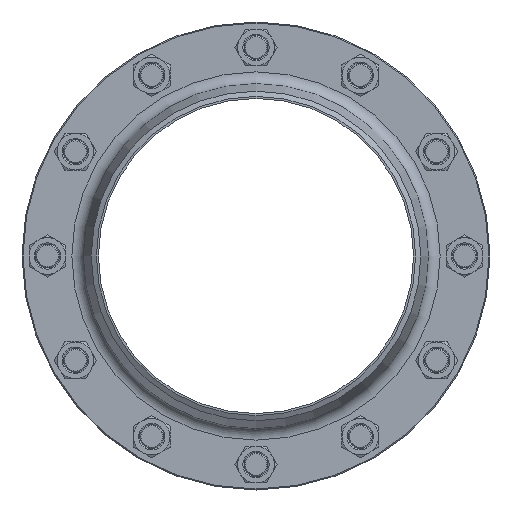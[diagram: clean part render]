
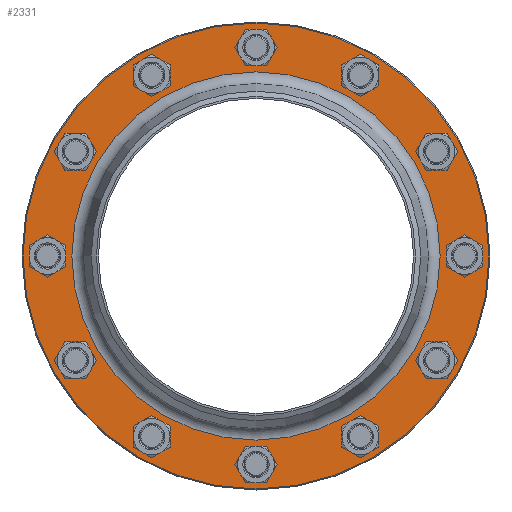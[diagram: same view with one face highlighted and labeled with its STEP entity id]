
A CAD part, left-side view. The second image highlights one B-rep face of the part: STEP entity #2331.
In plain terms, the highlighted planar face has unit normal (-1, 0, 0).
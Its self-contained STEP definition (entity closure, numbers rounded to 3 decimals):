
#2331=ADVANCED_FACE('',(#3315,#3316,#3317,#3318,#3319,#3320,#3321,#3322,
#3323,#3324,#3325,#3326,#3327,#3328),#2843,.F.);
#2843=PLANE('',#10323);
#3315=FACE_BOUND('',#4125,.T.);
#3316=FACE_BOUND('',#4126,.T.);
#3317=FACE_BOUND('',#4127,.T.);
#3318=FACE_BOUND('',#4128,.T.);
#3319=FACE_BOUND('',#4129,.T.);
#3320=FACE_BOUND('',#4130,.T.);
#3321=FACE_BOUND('',#4131,.T.);
#3322=FACE_BOUND('',#4132,.T.);
#3323=FACE_BOUND('',#4133,.T.);
#3324=FACE_BOUND('',#4134,.T.);
#3325=FACE_BOUND('',#4135,.T.);
#3326=FACE_BOUND('',#4136,.T.);
#3327=FACE_BOUND('',#4137,.T.);
#3328=FACE_BOUND('',#4138,.T.);
#4125=EDGE_LOOP('',(#5825));
#4126=EDGE_LOOP('',(#5826));
#4127=EDGE_LOOP('',(#5827));
#4128=EDGE_LOOP('',(#5828));
#4129=EDGE_LOOP('',(#5829));
#4130=EDGE_LOOP('',(#5830));
#4131=EDGE_LOOP('',(#5831));
#4132=EDGE_LOOP('',(#5832));
#4133=EDGE_LOOP('',(#5833));
#4134=EDGE_LOOP('',(#5834));
#4135=EDGE_LOOP('',(#5835));
#4136=EDGE_LOOP('',(#5836));
#4137=EDGE_LOOP('',(#5837));
#4138=EDGE_LOOP('',(#5838));
#5825=ORIENTED_EDGE('',*,*,#8487,.T.);
#5826=ORIENTED_EDGE('',*,*,#8488,.T.);
#5827=ORIENTED_EDGE('',*,*,#8489,.T.);
#5828=ORIENTED_EDGE('',*,*,#8490,.T.);
#5829=ORIENTED_EDGE('',*,*,#8491,.T.);
#5830=ORIENTED_EDGE('',*,*,#8492,.T.);
#5831=ORIENTED_EDGE('',*,*,#8493,.T.);
#5832=ORIENTED_EDGE('',*,*,#8494,.T.);
#5833=ORIENTED_EDGE('',*,*,#8495,.T.);
#5834=ORIENTED_EDGE('',*,*,#8496,.T.);
#5835=ORIENTED_EDGE('',*,*,#8497,.T.);
#5836=ORIENTED_EDGE('',*,*,#8498,.T.);
#5837=ORIENTED_EDGE('',*,*,#8499,.T.);
#5838=ORIENTED_EDGE('',*,*,#8486,.T.);
#7494=VERTEX_POINT('',#15820);
#7495=VERTEX_POINT('',#15823);
#7496=VERTEX_POINT('',#15825);
#7497=VERTEX_POINT('',#15827);
#7498=VERTEX_POINT('',#15829);
#7499=VERTEX_POINT('',#15831);
#7500=VERTEX_POINT('',#15833);
#7501=VERTEX_POINT('',#15835);
#7502=VERTEX_POINT('',#15837);
#7503=VERTEX_POINT('',#15839);
#7504=VERTEX_POINT('',#15841);
#7505=VERTEX_POINT('',#15843);
#7506=VERTEX_POINT('',#15845);
#7507=VERTEX_POINT('',#15847);
#8486=EDGE_CURVE('',#7494,#7494,#9398,.T.);
#8487=EDGE_CURVE('',#7495,#7495,#9399,.T.);
#8488=EDGE_CURVE('',#7496,#7496,#9400,.T.);
#8489=EDGE_CURVE('',#7497,#7497,#9401,.T.);
#8490=EDGE_CURVE('',#7498,#7498,#9402,.T.);
#8491=EDGE_CURVE('',#7499,#7499,#9403,.T.);
#8492=EDGE_CURVE('',#7500,#7500,#9404,.T.);
#8493=EDGE_CURVE('',#7501,#7501,#9405,.T.);
#8494=EDGE_CURVE('',#7502,#7502,#9406,.T.);
#8495=EDGE_CURVE('',#7503,#7503,#9407,.T.);
#8496=EDGE_CURVE('',#7504,#7504,#9408,.T.);
#8497=EDGE_CURVE('',#7505,#7505,#9409,.T.);
#8498=EDGE_CURVE('',#7506,#7506,#9410,.T.);
#8499=EDGE_CURVE('',#7507,#7507,#9411,.T.);
#9398=CIRCLE('',#10308,180.966);
#9399=CIRCLE('',#10310,229.);
#9400=CIRCLE('',#10311,13.5);
#9401=CIRCLE('',#10312,13.5);
#9402=CIRCLE('',#10313,13.5);
#9403=CIRCLE('',#10314,13.5);
#9404=CIRCLE('',#10315,13.5);
#9405=CIRCLE('',#10316,13.5);
#9406=CIRCLE('',#10317,13.5);
#9407=CIRCLE('',#10318,13.5);
#9408=CIRCLE('',#10319,13.5);
#9409=CIRCLE('',#10320,13.5);
#9410=CIRCLE('',#10321,13.5);
#9411=CIRCLE('',#10322,13.5);
#10308=AXIS2_PLACEMENT_3D('',#15819,#12345,#12346);
#10310=AXIS2_PLACEMENT_3D('',#15822,#12349,#12350);
#10311=AXIS2_PLACEMENT_3D('',#15824,#12351,#12352);
#10312=AXIS2_PLACEMENT_3D('',#15826,#12353,#12354);
#10313=AXIS2_PLACEMENT_3D('',#15828,#12355,#12356);
#10314=AXIS2_PLACEMENT_3D('',#15830,#12357,#12358);
#10315=AXIS2_PLACEMENT_3D('',#15832,#12359,#12360);
#10316=AXIS2_PLACEMENT_3D('',#15834,#12361,#12362);
#10317=AXIS2_PLACEMENT_3D('',#15836,#12363,#12364);
#10318=AXIS2_PLACEMENT_3D('',#15838,#12365,#12366);
#10319=AXIS2_PLACEMENT_3D('',#15840,#12367,#12368);
#10320=AXIS2_PLACEMENT_3D('',#15842,#12369,#12370);
#10321=AXIS2_PLACEMENT_3D('',#15844,#12371,#12372);
#10322=AXIS2_PLACEMENT_3D('',#15846,#12373,#12374);
#10323=AXIS2_PLACEMENT_3D('',#15848,#12375,#12376);
#12345=DIRECTION('',(1.,0.,0.));
#12346=DIRECTION('',(0.,-0.866,-0.5));
#12349=DIRECTION('',(-1.,0.,0.));
#12350=DIRECTION('',(0.,-0.866,-0.5));
#12351=DIRECTION('',(1.,0.,0.));
#12352=DIRECTION('',(0.,-0.866,-0.5));
#12353=DIRECTION('',(1.,0.,0.));
#12354=DIRECTION('',(0.,-0.866,-0.5));
#12355=DIRECTION('',(1.,0.,0.));
#12356=DIRECTION('',(0.,-0.866,-0.5));
#12357=DIRECTION('',(1.,0.,0.));
#12358=DIRECTION('',(0.,-0.866,-0.5));
#12359=DIRECTION('',(1.,0.,0.));
#12360=DIRECTION('',(0.,-0.866,-0.5));
#12361=DIRECTION('',(1.,0.,0.));
#12362=DIRECTION('',(0.,-0.866,-0.5));
#12363=DIRECTION('',(1.,0.,0.));
#12364=DIRECTION('',(0.,-0.866,-0.5));
#12365=DIRECTION('',(1.,0.,0.));
#12366=DIRECTION('',(0.,-0.866,-0.5));
#12367=DIRECTION('',(1.,0.,0.));
#12368=DIRECTION('',(0.,-0.866,-0.5));
#12369=DIRECTION('',(1.,0.,0.));
#12370=DIRECTION('',(0.,-0.866,-0.5));
#12371=DIRECTION('',(1.,0.,0.));
#12372=DIRECTION('',(0.,-0.866,-0.5));
#12373=DIRECTION('',(1.,0.,0.));
#12374=DIRECTION('',(0.,-0.866,-0.5));
#12375=DIRECTION('',(1.,0.,0.));
#12376=DIRECTION('',(0.,-0.866,-0.5));
#15819=CARTESIAN_POINT('',(-36.,0.,0.));
#15820=CARTESIAN_POINT('',(-36.,-156.721,-90.483));
#15822=CARTESIAN_POINT('',(-36.,0.,0.));
#15823=CARTESIAN_POINT('',(-36.,-198.32,-114.5));
#15824=CARTESIAN_POINT('',(-36.,177.535,-102.5));
#15825=CARTESIAN_POINT('',(-36.,165.844,-109.25));
#15826=CARTESIAN_POINT('',(-36.,205.,0.));
#15827=CARTESIAN_POINT('',(-36.,193.309,-6.75));
#15828=CARTESIAN_POINT('',(-36.,177.535,102.5));
#15829=CARTESIAN_POINT('',(-36.,165.844,95.75));
#15830=CARTESIAN_POINT('',(-36.,102.5,177.535));
#15831=CARTESIAN_POINT('',(-36.,90.809,170.785));
#15832=CARTESIAN_POINT('',(-36.,0.,205.));
#15833=CARTESIAN_POINT('',(-36.,-11.691,198.25));
#15834=CARTESIAN_POINT('',(-36.,-102.5,177.535));
#15835=CARTESIAN_POINT('',(-36.,-114.191,170.785));
#15836=CARTESIAN_POINT('',(-36.,-177.535,102.5));
#15837=CARTESIAN_POINT('',(-36.,-189.227,95.75));
#15838=CARTESIAN_POINT('',(-36.,-205.,0.));
#15839=CARTESIAN_POINT('',(-36.,-216.691,-6.75));
#15840=CARTESIAN_POINT('',(-36.,-177.535,-102.5));
#15841=CARTESIAN_POINT('',(-36.,-189.227,-109.25));
#15842=CARTESIAN_POINT('',(-36.,-102.5,-177.535));
#15843=CARTESIAN_POINT('',(-36.,-114.191,-184.285));
#15844=CARTESIAN_POINT('',(-36.,0.,-205.));
#15845=CARTESIAN_POINT('',(-36.,-11.691,-211.75));
#15846=CARTESIAN_POINT('',(-36.,102.5,-177.535));
#15847=CARTESIAN_POINT('',(-36.,90.809,-184.285));
#15848=CARTESIAN_POINT('',(-36.,90.483,-156.721));
